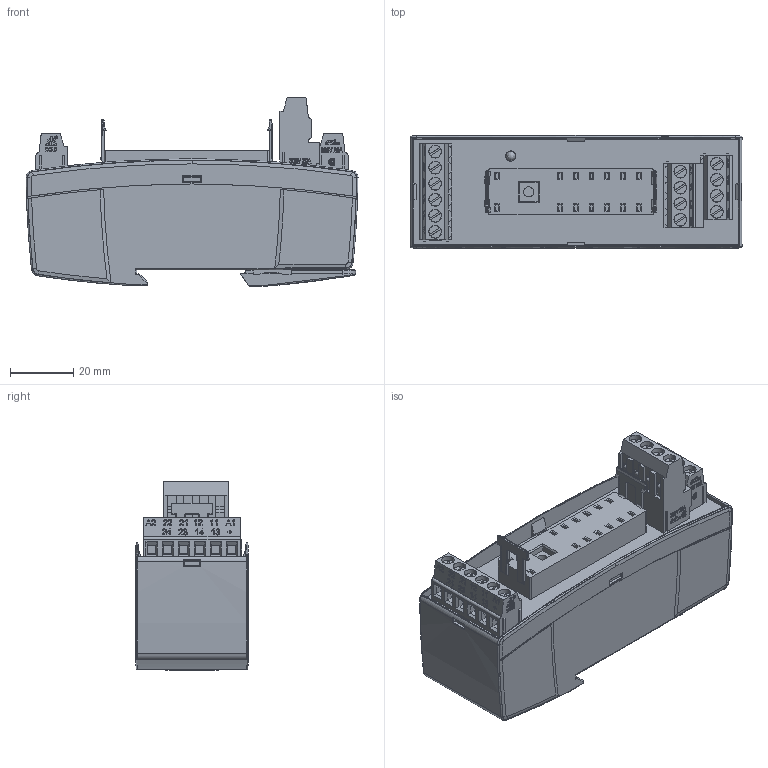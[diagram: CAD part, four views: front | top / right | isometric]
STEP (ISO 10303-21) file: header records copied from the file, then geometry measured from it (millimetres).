
FILE_DESCRIPTION (( 'STEP AP214' ), '1' );
FILE_NAME ('HL3096N-102-24.STEP', '2018-03-26T21:49:27', ( '' ), ( '' ), 'SwSTEP 2.0', 'SolidWorks 2017', '' );
FILE_SCHEMA (( 'AUTOMOTIVE_DESIGN' ));
Length unit declared in the file: inch
Products named in the file (1): HL3096N-102-24
Bounding box: 105.2 x 35.8 x 59.75 mm (x, y, z)
Volume: 130486.6 mm3; surface area: 32325.1 mm2
Topology: 3 solids, 46 shells, 3929 faces, 10365 edges, 6779 vertices
Faces by surface type: plane 2637, cylinder 627, bspline 607, cone 54, torus 4
Entity records: 125040 total; most frequent: CARTESIAN_POINT 31588, ORIENTED_EDGE 20698, DIRECTION 16697, EDGE_CURVE 10349, LINE 7715, VECTOR 7715, VERTEX_POINT 6779, AXIS2_PLACEMENT_3D 4491
